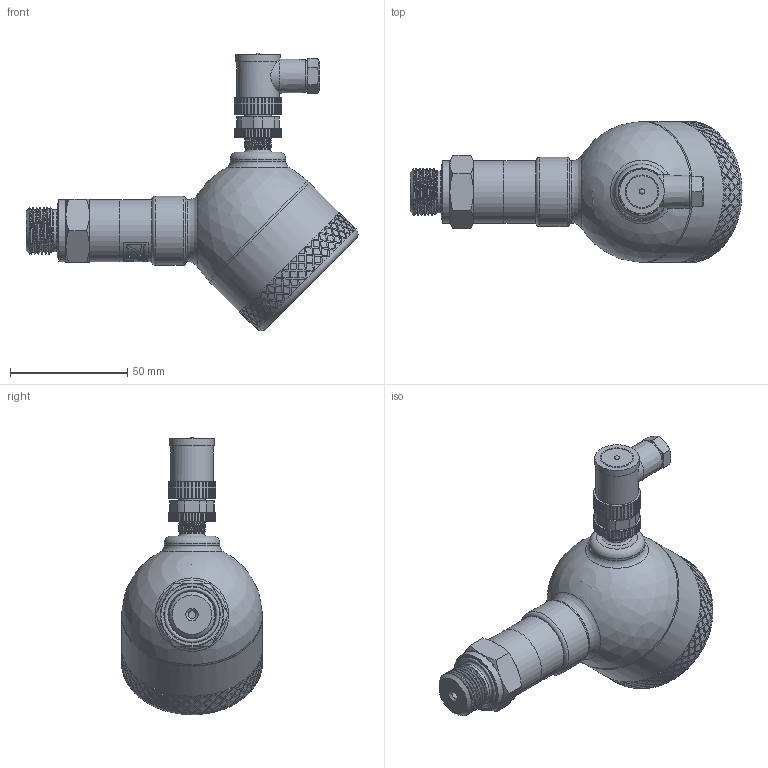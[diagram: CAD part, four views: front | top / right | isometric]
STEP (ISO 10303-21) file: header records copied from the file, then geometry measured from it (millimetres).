
FILE_DESCRIPTION(/* description */ (''),/* implementation_level */ '2;1');
FILE_NAME(/* name */ 'APZ3420FH_M20x1,5DIN_M12x1-angular_display.step',/* time_stamp */ '2021-06-30T17:48:31+03:00',/* author */ (''),/* organization */ (''),/* preprocessor_version */ 'ST-DEVELOPER v18.1',/* originating_system */ 'Autodesk Translation Framework v10.9.0.1377',/* authorisation */ '');
FILE_SCHEMA (('AUTOMOTIVE_DESIGN { 1 0 10303 214 3 1 1 }'));
Length unit declared in the file: millimetre
Products named in the file (8): Полевой корпус 
3420 3421 3230 заполненный; M20x1,5 DIN; FieldHousing Assembly v16; main body; Дисплей; Крышка для 
дисплея; Адаптер М12х1; M12x1 female angular v10
Assembly tree (7 placements, depth 3):
  Полевой корпус 
3420 3421 3230 заполненный
    M20x1,5 DIN
    FieldHousing Assembly v16
      main body
      Дисплей
      Крышка для 
дисплея
      Адаптер М12х1
      M12x1 female angular v10
Bounding box: 141.38 x 60.1 x 118.16 mm (x, y, z)
Volume: 184073.3 mm3; surface area: 53234.9 mm2
Topology: 15 solids, 15 shells, 1791 faces, 4562 edges, 3011 vertices
Faces by surface type: bspline 936, cylinder 517, plane 281, cone 29, torus 24, sphere 4
Full cylindrical faces by diameter (mm): 1 x4, 3.3 x1, 5 x4, 7 x1, 8 x1, 9.3 x1, 9.471 x2, 10.5 x2, 10.741 x7, 11.035 x4, 11.156 x1, 11.884 x6, 12.152 x4, 13 x1, 17.8 x1, 18 x1, 18.137 x5, 19 x1, 19.7 x1, 19.85 x5, 20.5 x1, 21.6 x1, 22.4 x1, 23.6 x1, 23.7 x1, 24.5 x2, 26.5 x3, 29.5 x1, 41 x3, 46 x2
Entity records: 73202 total; most frequent: CARTESIAN_POINT 36921, ORIENTED_EDGE 9122, EDGE_CURVE 4561, DIRECTION 4416, VERTEX_POINT 3011, B_SPLINE_CURVE_WITH_KNOTS 2689, EDGE_LOOP 2042, FACE_OUTER_BOUND 1791
